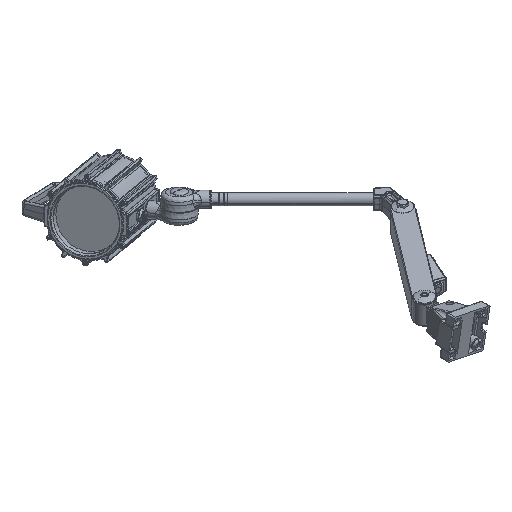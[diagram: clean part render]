
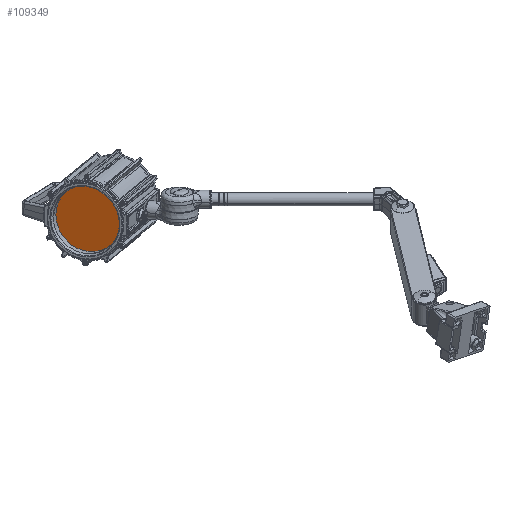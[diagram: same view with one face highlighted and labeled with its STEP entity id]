
A CAD part, isometric view. The second image highlights one B-rep face of the part: STEP entity #109349.
In plain terms, the highlighted face is planar.
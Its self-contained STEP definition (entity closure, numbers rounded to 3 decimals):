
#109282=CARTESIAN_POINT('',(0.,0.,3.));
#109283=DIRECTION('',(0.,0.,-1.));
#109284=DIRECTION('',(1.,0.,0.));
#109285=AXIS2_PLACEMENT_3D('',#109282,#109283,#109284);
#109287=CARTESIAN_POINT('',(0.,0.,3.));
#109288=DIRECTION('',(0.,0.,-1.));
#109289=DIRECTION('',(-1.,0.,0.));
#109290=AXIS2_PLACEMENT_3D('',#109287,#109288,#109289);
#109296=CARTESIAN_POINT('',(-49.25,0.,3.));
#109297=VERTEX_POINT('',#109296);
#109298=CARTESIAN_POINT('',(49.25,0.,3.));
#109299=VERTEX_POINT('',#109298);
#109340=CARTESIAN_POINT('',(0.,0.,3.));
#109341=DIRECTION('',(0.,0.,1.));
#109342=DIRECTION('',(1.,0.,0.));
#109343=AXIS2_PLACEMENT_3D('',#109340,#109341,#109342);
#109344=PLANE('',#109343);
#109345=ORIENTED_EDGE('',*,*,#109320,.T.);
#109346=ORIENTED_EDGE('',*,*,#109334,.T.);
#109347=EDGE_LOOP('',(#109345,#109346));
#109348=FACE_OUTER_BOUND('',#109347,.F.);
#109349=ADVANCED_FACE('',(#109348),#109344,.T.);
#109286=CIRCLE('',#109285,49.25);
#109291=CIRCLE('',#109290,49.25);
#109320=EDGE_CURVE('',#109299,#109297,#109286,.T.);
#109334=EDGE_CURVE('',#109297,#109299,#109291,.T.);
